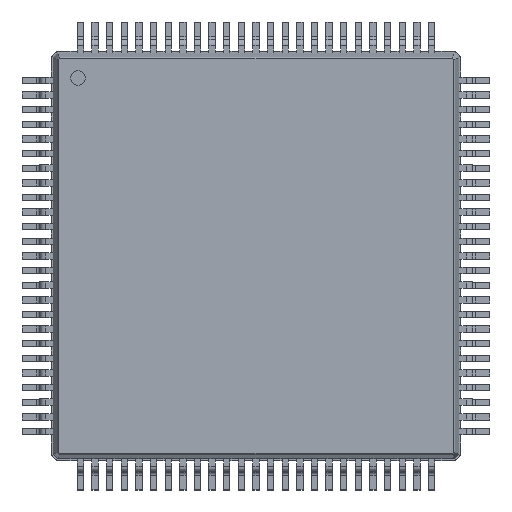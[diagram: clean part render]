
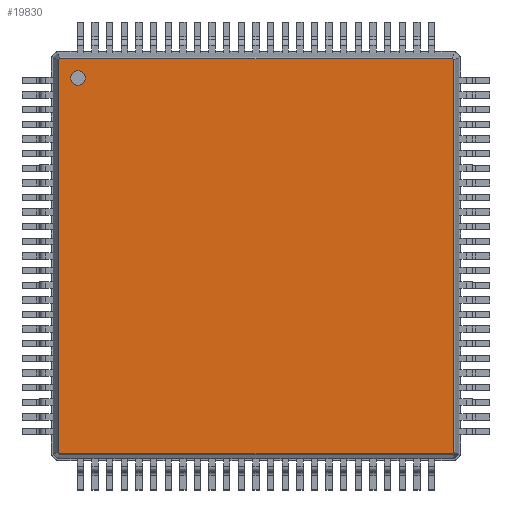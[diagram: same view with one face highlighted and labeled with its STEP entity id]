
A CAD part, top view. The second image highlights one B-rep face of the part: STEP entity #19830.
In plain terms, the highlighted planar face has unit normal (0, 0, 1).
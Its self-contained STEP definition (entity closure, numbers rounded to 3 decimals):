
#9870 = VERTEX_POINT('',#9871);
#9871 = CARTESIAN_POINT('',(6.746,6.702,1.5));
#10161 = EDGE_CURVE('',#9870,#10162,#10164,.T.);
#10162 = VERTEX_POINT('',#10163);
#10163 = CARTESIAN_POINT('',(6.746,-6.702,1.5));
#10164 = B_SPLINE_CURVE_WITH_KNOTS('',2,(#10165,#10166,#10167,#10168,
#10169),.UNSPECIFIED.,.F.,.F.,(3,1,1,3),(-0.698,
-0.04,13.477,14.135),
.UNSPECIFIED.);
#10165 = CARTESIAN_POINT('',(6.746,7.417,1.5));
#10166 = CARTESIAN_POINT('',(6.746,7.088,1.5));
#10167 = CARTESIAN_POINT('',(6.746,0.,1.5));
#10168 = CARTESIAN_POINT('',(6.746,-7.088,1.5));
#10169 = CARTESIAN_POINT('',(6.746,-7.417,1.5));
#19190 = EDGE_CURVE('',#10162,#19191,#19193,.T.);
#19191 = VERTEX_POINT('',#19192);
#19192 = CARTESIAN_POINT('',(6.702,-6.746,1.5));
#19193 = B_SPLINE_CURVE_WITH_KNOTS('',2,(#19194,#19195,#19196,#19197,
#19198),.UNSPECIFIED.,.F.,.F.,(3,1,1,3),(-0.29,
-0.04,0.137,0.386),.UNSPECIFIED.);
#19194 = CARTESIAN_POINT('',(6.963,-6.485,1.5));
#19195 = CARTESIAN_POINT('',(6.875,-6.574,1.5));
#19196 = CARTESIAN_POINT('',(6.724,-6.724,1.5));
#19197 = CARTESIAN_POINT('',(6.574,-6.875,1.5));
#19198 = CARTESIAN_POINT('',(6.485,-6.963,1.5));
#19511 = VERTEX_POINT('',#19512);
#19512 = CARTESIAN_POINT('',(6.702,6.746,1.5));
#19805 = EDGE_CURVE('',#19511,#9870,#19806,.T.);
#19806 = B_SPLINE_CURVE_WITH_KNOTS('',2,(#19807,#19808,#19809,#19810,
#19811),.UNSPECIFIED.,.F.,.F.,(3,1,1,3),(-0.29,
-0.04,0.137,0.386),.UNSPECIFIED.);
#19807 = CARTESIAN_POINT('',(6.485,6.963,1.5));
#19808 = CARTESIAN_POINT('',(6.574,6.875,1.5));
#19809 = CARTESIAN_POINT('',(6.724,6.724,1.5));
#19810 = CARTESIAN_POINT('',(6.875,6.574,1.5));
#19811 = CARTESIAN_POINT('',(6.963,6.485,1.5));
#19830 = ADVANCED_FACE('',(#19831,#19884),#19895,.T.);
#19831 = FACE_BOUND('',#19832,.T.);
#19832 = EDGE_LOOP('',(#19833,#19834,#19835,#19836,#19846,#19856,#19866,
#19876));
#19833 = ORIENTED_EDGE('',*,*,#19190,.F.);
#19834 = ORIENTED_EDGE('',*,*,#10161,.F.);
#19835 = ORIENTED_EDGE('',*,*,#19805,.F.);
#19836 = ORIENTED_EDGE('',*,*,#19837,.F.);
#19837 = EDGE_CURVE('',#19838,#19511,#19840,.T.);
#19838 = VERTEX_POINT('',#19839);
#19839 = CARTESIAN_POINT('',(-6.702,6.746,1.5));
#19840 = B_SPLINE_CURVE_WITH_KNOTS('',2,(#19841,#19842,#19843,#19844,
#19845),.UNSPECIFIED.,.F.,.F.,(3,1,1,3),(-0.698,
-0.04,13.477,14.135),
.UNSPECIFIED.);
#19841 = CARTESIAN_POINT('',(-7.417,6.746,1.5));
#19842 = CARTESIAN_POINT('',(-7.088,6.746,1.5));
#19843 = CARTESIAN_POINT('',(0.,6.746,1.5));
#19844 = CARTESIAN_POINT('',(7.088,6.746,1.5));
#19845 = CARTESIAN_POINT('',(7.417,6.746,1.5));
#19846 = ORIENTED_EDGE('',*,*,#19847,.F.);
#19847 = EDGE_CURVE('',#19848,#19838,#19850,.T.);
#19848 = VERTEX_POINT('',#19849);
#19849 = CARTESIAN_POINT('',(-6.746,6.702,1.5));
#19850 = B_SPLINE_CURVE_WITH_KNOTS('',2,(#19851,#19852,#19853,#19854,
#19855),.UNSPECIFIED.,.F.,.F.,(3,1,1,3),(-0.29,
-0.04,0.137,0.386),.UNSPECIFIED.);
#19851 = CARTESIAN_POINT('',(-6.963,6.485,1.5));
#19852 = CARTESIAN_POINT('',(-6.875,6.574,1.5));
#19853 = CARTESIAN_POINT('',(-6.724,6.724,1.5));
#19854 = CARTESIAN_POINT('',(-6.574,6.875,1.5));
#19855 = CARTESIAN_POINT('',(-6.485,6.963,1.5));
#19856 = ORIENTED_EDGE('',*,*,#19857,.F.);
#19857 = EDGE_CURVE('',#19858,#19848,#19860,.T.);
#19858 = VERTEX_POINT('',#19859);
#19859 = CARTESIAN_POINT('',(-6.746,-6.702,1.5));
#19860 = B_SPLINE_CURVE_WITH_KNOTS('',2,(#19861,#19862,#19863,#19864,
#19865),.UNSPECIFIED.,.F.,.F.,(3,1,1,3),(-0.698,
-0.04,13.477,14.135),
.UNSPECIFIED.);
#19861 = CARTESIAN_POINT('',(-6.746,-7.417,1.5));
#19862 = CARTESIAN_POINT('',(-6.746,-7.088,1.5));
#19863 = CARTESIAN_POINT('',(-6.746,0.,1.5));
#19864 = CARTESIAN_POINT('',(-6.746,7.088,1.5));
#19865 = CARTESIAN_POINT('',(-6.746,7.417,1.5));
#19866 = ORIENTED_EDGE('',*,*,#19867,.F.);
#19867 = EDGE_CURVE('',#19868,#19858,#19870,.T.);
#19868 = VERTEX_POINT('',#19869);
#19869 = CARTESIAN_POINT('',(-6.702,-6.746,1.5));
#19870 = B_SPLINE_CURVE_WITH_KNOTS('',2,(#19871,#19872,#19873,#19874,
#19875),.UNSPECIFIED.,.F.,.F.,(3,1,1,3),(-0.29,
-0.04,0.137,0.386),.UNSPECIFIED.);
#19871 = CARTESIAN_POINT('',(-6.485,-6.963,1.5));
#19872 = CARTESIAN_POINT('',(-6.574,-6.875,1.5));
#19873 = CARTESIAN_POINT('',(-6.724,-6.724,1.5));
#19874 = CARTESIAN_POINT('',(-6.875,-6.574,1.5));
#19875 = CARTESIAN_POINT('',(-6.963,-6.485,1.5));
#19876 = ORIENTED_EDGE('',*,*,#19877,.F.);
#19877 = EDGE_CURVE('',#19191,#19868,#19878,.T.);
#19878 = B_SPLINE_CURVE_WITH_KNOTS('',2,(#19879,#19880,#19881,#19882,
#19883),.UNSPECIFIED.,.F.,.F.,(3,1,1,3),(-0.698,
-0.04,13.477,14.135),
.UNSPECIFIED.);
#19879 = CARTESIAN_POINT('',(7.417,-6.746,1.5));
#19880 = CARTESIAN_POINT('',(7.088,-6.746,1.5));
#19881 = CARTESIAN_POINT('',(0.,-6.746,1.5));
#19882 = CARTESIAN_POINT('',(-7.088,-6.746,1.5));
#19883 = CARTESIAN_POINT('',(-7.417,-6.746,1.5));
#19884 = FACE_BOUND('',#19885,.T.);
#19885 = EDGE_LOOP('',(#19886));
#19886 = ORIENTED_EDGE('',*,*,#19887,.F.);
#19887 = EDGE_CURVE('',#19888,#19888,#19890,.T.);
#19888 = VERTEX_POINT('',#19889);
#19889 = CARTESIAN_POINT('',(-6.087,5.837,1.5));
#19890 = CIRCLE('',#19891,0.25);
#19891 = AXIS2_PLACEMENT_3D('',#19892,#19893,#19894);
#19892 = CARTESIAN_POINT('',(-6.087,6.087,1.5));
#19893 = DIRECTION('',(0.,0.,1.));
#19894 = DIRECTION('',(0.,-1.,0.));
#19895 = PLANE('',#19896);
#19896 = AXIS2_PLACEMENT_3D('',#19897,#19898,#19899);
#19897 = CARTESIAN_POINT('',(-6.718,6.787,1.5));
#19898 = DIRECTION('',(0.,0.,1.));
#19899 = DIRECTION('',(0.704,-0.711,0.));
